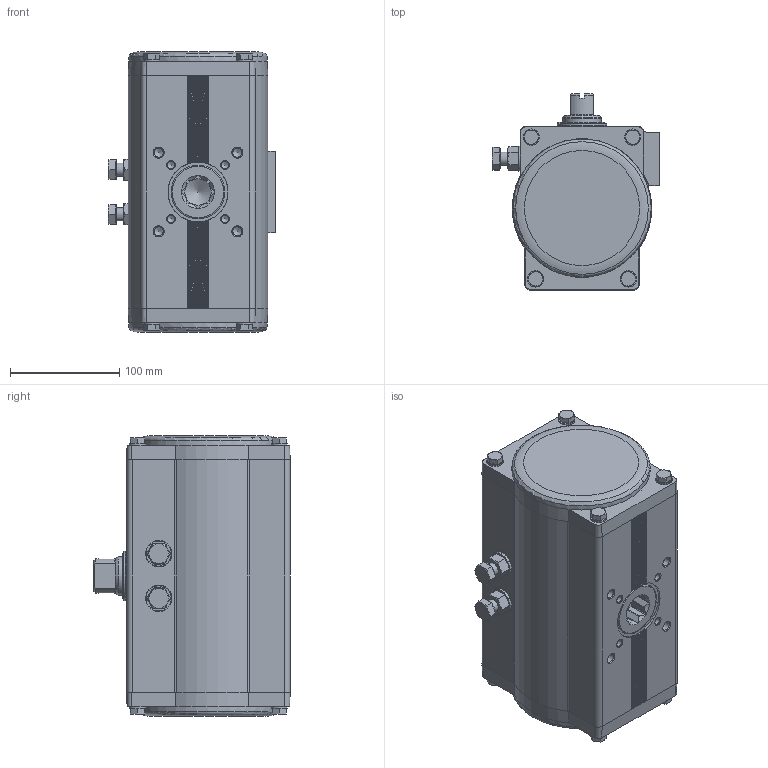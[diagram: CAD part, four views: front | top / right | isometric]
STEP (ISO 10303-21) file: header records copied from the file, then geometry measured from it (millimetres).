
FILE_DESCRIPTION(/* description */ ('STEP AP214'),/* implementation_level */ '2;1');
FILE_NAME(/* name */ '8066419_DFPD-N-240-RP-90-RD-F0710-R3-EP',/* time_stamp */ '2024-08-15T19:52:40+02:00',/* author */ ('License CC BY-ND 4.0'),/* organization */ ('CADENAS'),/* preprocessor_version */ 'ST-DEVELOPER v19.3',/* originating_system */ 'PARTsolutions',/* authorisation */ ' ');
FILE_SCHEMA (('AUTOMOTIVE_DESIGN {1 0 10303 214 3 1 1}'));
Length unit declared in the file: millimetre
Products named in the file (6): 8066419 DFPD-N-240-RP-90-RD-F0710-R3-EP---(90); 8042190 DFPD-N-240-90-RD-F07-------(housing); 8042190 DFPD-240(F07_90)---(shaft); 4134333 SCHEIBE 12.3X23X2.5-1.4301; 4134330 DFPD-240; DIN 934 - M12(F)
Assembly tree (8 placements, depth 2):
  8066419 DFPD-N-240-RP-90-RD-F0710-R3-EP---(90)
    8042190 DFPD-N-240-90-RD-F07-------(housing)
    8042190 DFPD-240(F07_90)---(shaft)
    4134333 SCHEIBE 12.3X23X2.5-1.4301  x2
    4134330 DFPD-240  x2
    DIN 934 - M12(F)  x2
Bounding box: 154 x 180 x 257 mm (x, y, z)
Volume: 4391992.1 mm3; surface area: 245450.9 mm2
Topology: 8 solids, 8 shells, 669 faces, 1554 edges, 959 vertices
Faces by surface type: plane 358, cone 148, cylinder 136, torus 25, sphere 2
Full cylindrical faces by diameter (mm): 2 x2, 4.134 x8, 4.917 x1, 6.647 x4, 8.376 x4, 8.5 x2, 10 x2, 10.106 x4, 12 x2, 12.3 x2, 12.4 x1, 15 x8, 18 x2, 18.4 x2, 23 x2, 24 x2, 30.8 x1, 35 x3, 36.5 x1, 38.7 x2, 45 x2, 48 x1, 49 x2, 49.5 x2, 55 x1
Entity records: 17241 total; most frequent: CARTESIAN_POINT 3525, DIRECTION 2819, ORIENTED_EDGE 2586, EDGE_CURVE 1293, AXIS2_PLACEMENT_3D 1106, VERTEX_POINT 886, FACE_BOUND 851, EDGE_LOOP 837
